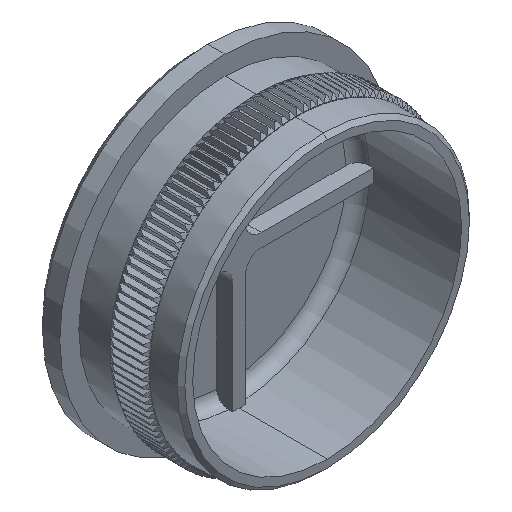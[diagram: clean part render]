
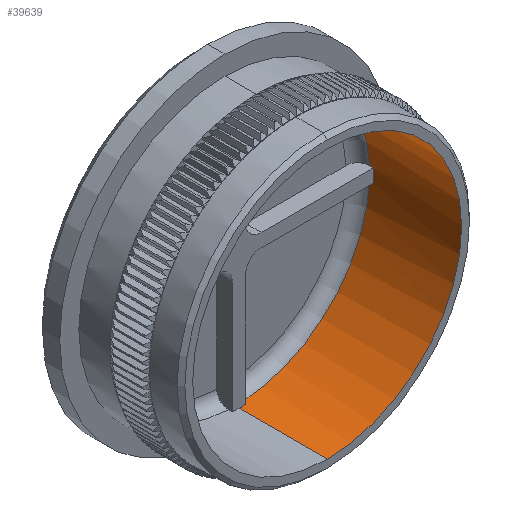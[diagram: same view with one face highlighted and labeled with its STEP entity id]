
A CAD part, isometric view. The second image highlights one B-rep face of the part: STEP entity #39639.
In plain terms, the highlighted cylindrical face has radius 17.25 mm (diameter 34.5 mm), a partial arc.
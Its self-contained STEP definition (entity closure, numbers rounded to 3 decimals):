
#967 = CARTESIAN_POINT ( 'NONE',  ( 0.85, 11.3, -17.229 ) ) ;
#1039 = CIRCLE ( 'NONE', #2723, 17.25 ) ;
#1156 = VERTEX_POINT ( 'NONE', #36789 ) ;
#1254 = DIRECTION ( 'NONE',  ( 0., 1., 0. ) ) ;
#1293 = VERTEX_POINT ( 'NONE', #24672 ) ;
#1420 = ORIENTED_EDGE ( 'NONE', *, *, #5036, .F. ) ;
#1611 = ORIENTED_EDGE ( 'NONE', *, *, #22632, .F. ) ;
#1876 = VERTEX_POINT ( 'NONE', #12374 ) ;
#1958 = VERTEX_POINT ( 'NONE', #13576 ) ;
#2723 = AXIS2_PLACEMENT_3D ( 'NONE', #12684, #30311, #16023 ) ;
#4168 = VECTOR ( 'NONE', #35108, 1000. ) ;
#4186 = AXIS2_PLACEMENT_3D ( 'NONE', #25608, #1254, #18796 ) ;
#4344 = EDGE_CURVE ( 'NONE', #11224, #11278, #17015, .T. ) ;
#4475 = VERTEX_POINT ( 'NONE', #24564 ) ;
#4882 = AXIS2_PLACEMENT_3D ( 'NONE', #15784, #22324, #25814 ) ;
#4964 = LINE ( 'NONE', #34942, #42596 ) ;
#4982 = CIRCLE ( 'NONE', #15247, 17.25 ) ;
#5024 = DIRECTION ( 'NONE',  ( 1., 0., 0. ) ) ;
#5027 = CARTESIAN_POINT ( 'NONE',  ( 0., 13.3, 17.25 ) ) ;
#5036 = EDGE_CURVE ( 'NONE', #4475, #1156, #4964, .T. ) ;
#6877 = DIRECTION ( 'NONE',  ( 0., 1., 0. ) ) ;
#6909 = DIRECTION ( 'NONE',  ( 0., 1., 0. ) ) ;
#7425 = CIRCLE ( 'NONE', #34543, 17.25 ) ;
#7519 = DIRECTION ( 'NONE',  ( 0., -1., 0. ) ) ;
#8445 = CARTESIAN_POINT ( 'NONE',  ( 0., 11.8, 0. ) ) ;
#8990 = ORIENTED_EDGE ( 'NONE', *, *, #25943, .T. ) ;
#9479 = CIRCLE ( 'NONE', #4882, 17.25 ) ;
#10582 = CARTESIAN_POINT ( 'NONE',  ( 17.229, 11.3, -0.85 ) ) ;
#11161 = CYLINDRICAL_SURFACE ( 'NONE', #43466, 17.25 ) ;
#11224 = VERTEX_POINT ( 'NONE', #967 ) ;
#11278 = VERTEX_POINT ( 'NONE', #32184 ) ;
#12260 = EDGE_CURVE ( 'NONE', #1876, #32155, #9479, .T. ) ;
#12374 = CARTESIAN_POINT ( 'NONE',  ( 0.85, 11.3, 17.229 ) ) ;
#12468 = CIRCLE ( 'NONE', #4186, 17.25 ) ;
#12504 = EDGE_CURVE ( 'NONE', #1293, #37454, #34185, .T. ) ;
#12684 = CARTESIAN_POINT ( 'NONE',  ( 0., 0., 0. ) ) ;
#13576 = CARTESIAN_POINT ( 'NONE',  ( 0., 0., 17.25 ) ) ;
#13678 = DIRECTION ( 'NONE',  ( 0., -1., 0. ) ) ;
#14257 = DIRECTION ( 'NONE',  ( 0., 0., -1. ) ) ;
#14262 = CIRCLE ( 'NONE', #25343, 17.25 ) ;
#15028 = ORIENTED_EDGE ( 'NONE', *, *, #15800, .T. ) ;
#15209 = ORIENTED_EDGE ( 'NONE', *, *, #35249, .T. ) ;
#15247 = AXIS2_PLACEMENT_3D ( 'NONE', #39888, #40187, #36991 ) ;
#15375 = ORIENTED_EDGE ( 'NONE', *, *, #42682, .F. ) ;
#15784 = CARTESIAN_POINT ( 'NONE',  ( 0., 11.3, 0. ) ) ;
#15800 = EDGE_CURVE ( 'NONE', #1876, #38119, #33983, .T. ) ;
#16023 = DIRECTION ( 'NONE',  ( 0., 0., -1. ) ) ;
#16588 = ORIENTED_EDGE ( 'NONE', *, *, #12504, .T. ) ;
#17015 = LINE ( 'NONE', #27765, #37727 ) ;
#17455 = EDGE_CURVE ( 'NONE', #1293, #4475, #4982, .T. ) ;
#18796 = DIRECTION ( 'NONE',  ( 0., 0., -1. ) ) ;
#19910 = EDGE_CURVE ( 'NONE', #29894, #1958, #1039, .T. ) ;
#22160 = CARTESIAN_POINT ( 'NONE',  ( 17.229, 11.8, -0.85 ) ) ;
#22324 = DIRECTION ( 'NONE',  ( 0., -1., 0. ) ) ;
#22632 = EDGE_CURVE ( 'NONE', #32155, #1958, #27573, .T. ) ;
#23223 = ORIENTED_EDGE ( 'NONE', *, *, #17455, .F. ) ;
#24303 = VERTEX_POINT ( 'NONE', #29274 ) ;
#24564 = CARTESIAN_POINT ( 'NONE',  ( 17.229, 11.3, 0.85 ) ) ;
#24672 = CARTESIAN_POINT ( 'NONE',  ( 17.229, 11.3, -0.85 ) ) ;
#25065 = DIRECTION ( 'NONE',  ( 0., 1., 0. ) ) ;
#25343 = AXIS2_PLACEMENT_3D ( 'NONE', #8445, #39829, #25630 ) ;
#25608 = CARTESIAN_POINT ( 'NONE',  ( 0., 11.8, 0. ) ) ;
#25630 = DIRECTION ( 'NONE',  ( 0., 0., -1. ) ) ;
#25814 = DIRECTION ( 'NONE',  ( 1., 0., 0. ) ) ;
#25890 = CARTESIAN_POINT ( 'NONE',  ( 0., 11.3, 0. ) ) ;
#25943 = EDGE_CURVE ( 'NONE', #24303, #29894, #31227, .T. ) ;
#26816 = ORIENTED_EDGE ( 'NONE', *, *, #19910, .T. ) ;
#27478 = CARTESIAN_POINT ( 'NONE',  ( 0., 13.3, -17.25 ) ) ;
#27564 = ORIENTED_EDGE ( 'NONE', *, *, #28552, .T. ) ;
#27573 = LINE ( 'NONE', #5027, #35289 ) ;
#27765 = CARTESIAN_POINT ( 'NONE',  ( 0.85, 11.3, -17.229 ) ) ;
#28552 = EDGE_CURVE ( 'NONE', #37454, #11278, #14262, .T. ) ;
#29230 = DIRECTION ( 'NONE',  ( 0., -1., 0. ) ) ;
#29274 = CARTESIAN_POINT ( 'NONE',  ( 0., 11.3, -17.25 ) ) ;
#29894 = VERTEX_POINT ( 'NONE', #41077 ) ;
#30154 = ORIENTED_EDGE ( 'NONE', *, *, #12260, .F. ) ;
#30311 = DIRECTION ( 'NONE',  ( 0., -1., 0. ) ) ;
#31227 = LINE ( 'NONE', #27478, #41052 ) ;
#32087 = CARTESIAN_POINT ( 'NONE',  ( 0.85, 11.3, 17.229 ) ) ;
#32155 = VERTEX_POINT ( 'NONE', #36009 ) ;
#32184 = CARTESIAN_POINT ( 'NONE',  ( 0.85, 11.8, -17.229 ) ) ;
#32392 = FACE_OUTER_BOUND ( 'NONE', #33003, .T. ) ;
#33003 = EDGE_LOOP ( 'NONE', ( #1611, #30154, #15028, #15209, #1420, #23223, #16588, #27564, #38789, #15375, #8990, #26816 ) ) ;
#33166 = CARTESIAN_POINT ( 'NONE',  ( 0.85, 11.8, 17.229 ) ) ;
#33983 = LINE ( 'NONE', #32087, #37277 ) ;
#34185 = LINE ( 'NONE', #10582, #4168 ) ;
#34543 = AXIS2_PLACEMENT_3D ( 'NONE', #25890, #29230, #5024 ) ;
#34942 = CARTESIAN_POINT ( 'NONE',  ( 17.229, 11.3, 0.85 ) ) ;
#35108 = DIRECTION ( 'NONE',  ( 0., 1., 0. ) ) ;
#35249 = EDGE_CURVE ( 'NONE', #38119, #1156, #12468, .T. ) ;
#35289 = VECTOR ( 'NONE', #39945, 1000. ) ;
#35435 = CARTESIAN_POINT ( 'NONE',  ( 0., 13.3, 0. ) ) ;
#36009 = CARTESIAN_POINT ( 'NONE',  ( 0., 11.3, 17.25 ) ) ;
#36789 = CARTESIAN_POINT ( 'NONE',  ( 17.229, 11.8, 0.85 ) ) ;
#36991 = DIRECTION ( 'NONE',  ( 1., 0., 0. ) ) ;
#37277 = VECTOR ( 'NONE', #25065, 1000. ) ;
#37454 = VERTEX_POINT ( 'NONE', #22160 ) ;
#37727 = VECTOR ( 'NONE', #6909, 1000. ) ;
#38119 = VERTEX_POINT ( 'NONE', #33166 ) ;
#38789 = ORIENTED_EDGE ( 'NONE', *, *, #4344, .F. ) ;
#39639 = ADVANCED_FACE ( 'NONE', ( #32392 ), #11161, .F. ) ;
#39829 = DIRECTION ( 'NONE',  ( 0., 1., 0. ) ) ;
#39888 = CARTESIAN_POINT ( 'NONE',  ( 0., 11.3, 0. ) ) ;
#39945 = DIRECTION ( 'NONE',  ( 0., -1., 0. ) ) ;
#40187 = DIRECTION ( 'NONE',  ( 0., -1., 0. ) ) ;
#41052 = VECTOR ( 'NONE', #13678, 1000. ) ;
#41077 = CARTESIAN_POINT ( 'NONE',  ( 0., 0., -17.25 ) ) ;
#42596 = VECTOR ( 'NONE', #6877, 1000. ) ;
#42682 = EDGE_CURVE ( 'NONE', #24303, #11224, #7425, .T. ) ;
#43466 = AXIS2_PLACEMENT_3D ( 'NONE', #35435, #7519, #14257 ) ;
